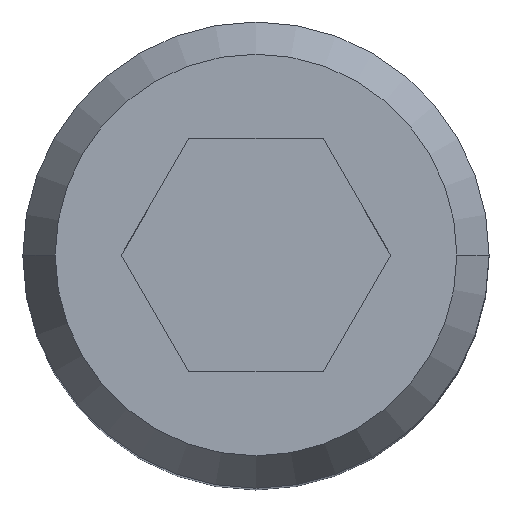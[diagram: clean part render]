
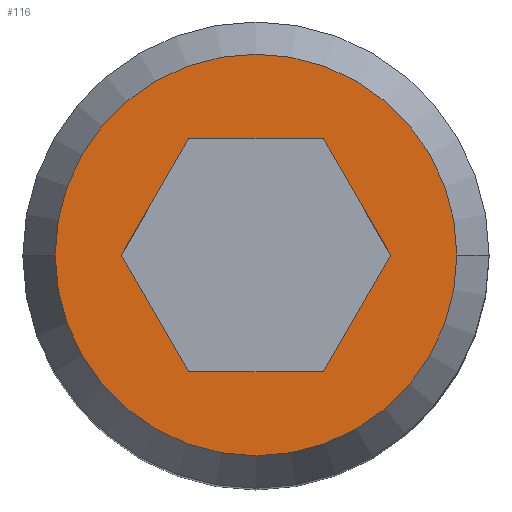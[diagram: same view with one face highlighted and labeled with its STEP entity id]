
A CAD part, top view. The second image highlights one B-rep face of the part: STEP entity #116.
In plain terms, the highlighted planar face has unit normal (0, 0, 1).
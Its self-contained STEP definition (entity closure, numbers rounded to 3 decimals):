
#116=ADVANCED_FACE('',(#298,#299),#300,.T.);
#118=EDGE_CURVE('',#234,#180,#302,.T.);
#140=EDGE_CURVE('',#150,#172,#327,.T.);
#142=EDGE_CURVE('',#192,#150,#329,.T.);
#150=VERTEX_POINT('',#338);
#156=EDGE_CURVE('',#180,#234,#344,.T.);
#162=EDGE_CURVE('',#172,#200,#351,.T.);
#172=VERTEX_POINT('',#361);
#180=VERTEX_POINT('',#370);
#192=VERTEX_POINT('',#383);
#194=EDGE_CURVE('',#200,#230,#385,.T.);
#200=VERTEX_POINT('',#391);
#228=EDGE_CURVE('',#230,#258,#425,.T.);
#230=VERTEX_POINT('',#427);
#234=VERTEX_POINT('',#431);
#236=EDGE_CURVE('',#258,#192,#433,.T.);
#258=VERTEX_POINT('',#459);
#298=FACE_BOUND('',#493,.T.);
#299=FACE_OUTER_BOUND('',#494,.T.);
#300=PLANE('',#495);
#302=CIRCLE('',#498,6.84);
#327=LINE('',#529,#530);
#329=LINE('',#533,#534);
#338=CARTESIAN_POINT('',(-2.292,3.97,46.04));
#344=CIRCLE('',#557,6.84);
#351=LINE('',#567,#568);
#361=CARTESIAN_POINT('',(2.292,3.97,46.04));
#370=CARTESIAN_POINT('',(6.84,0.,46.04));
#383=CARTESIAN_POINT('',(-4.584,0.,46.04));
#385=LINE('',#613,#614);
#391=CARTESIAN_POINT('',(4.584,0.,46.04));
#425=LINE('',#665,#666);
#427=CARTESIAN_POINT('',(2.292,-3.97,46.04));
#431=CARTESIAN_POINT('',(-6.84,0.,46.04));
#433=LINE('',#676,#677);
#459=CARTESIAN_POINT('',(-2.292,-3.97,46.04));
#493=EDGE_LOOP('',(#742,#743,#744,#745,#746,#747));
#494=EDGE_LOOP('',(#748,#749));
#495=AXIS2_PLACEMENT_3D('',#750,#751,#752);
#498=AXIS2_PLACEMENT_3D('',#753,#754,#755);
#529=CARTESIAN_POINT('',(1.71,3.97,46.04));
#530=VECTOR('',#790,1.0);
#533=CARTESIAN_POINT('',(-2.438,3.718,46.04));
#534=VECTOR('',#791,1.0);
#557=AXIS2_PLACEMENT_3D('',#806,#807,#808);
#567=CARTESIAN_POINT('',(4.439,0.252,46.04));
#568=VECTOR('',#818,1.0);
#613=CARTESIAN_POINT('',(3.293,-2.237,46.04));
#614=VECTOR('',#845,1.0);
#665=CARTESIAN_POINT('',(0.564,-3.97,46.04));
#666=VECTOR('',#906,1.0);
#676=CARTESIAN_POINT('',(-3.584,-1.733,46.04));
#677=VECTOR('',#910,1.0);
#742=ORIENTED_EDGE('',*,*,#142,.T.);
#743=ORIENTED_EDGE('',*,*,#140,.T.);
#744=ORIENTED_EDGE('',*,*,#162,.T.);
#745=ORIENTED_EDGE('',*,*,#194,.T.);
#746=ORIENTED_EDGE('',*,*,#228,.T.);
#747=ORIENTED_EDGE('',*,*,#236,.T.);
#748=ORIENTED_EDGE('',*,*,#156,.T.);
#749=ORIENTED_EDGE('',*,*,#118,.T.);
#750=CARTESIAN_POINT('',(3.42,0.,46.04));
#751=DIRECTION('',(0.,0.,1.0));
#752=DIRECTION('',(1.0,0.,0.));
#753=CARTESIAN_POINT('',(0.,0.0,46.04));
#754=DIRECTION('',(0.,0.,1.0));
#755=DIRECTION('',(1.0,0.,0.));
#790=DIRECTION('',(1.0,0.,0.));
#791=DIRECTION('',(0.5,0.866,0.));
#806=CARTESIAN_POINT('',(0.,0.0,46.04));
#807=DIRECTION('',(0.,0.,1.0));
#808=DIRECTION('',(1.0,0.,0.));
#818=DIRECTION('',(0.5,-0.866,0.));
#845=DIRECTION('',(-0.5,-0.866,0.));
#906=DIRECTION('',(-1.0,0.,0.));
#910=DIRECTION('',(-0.5,0.866,0.));
